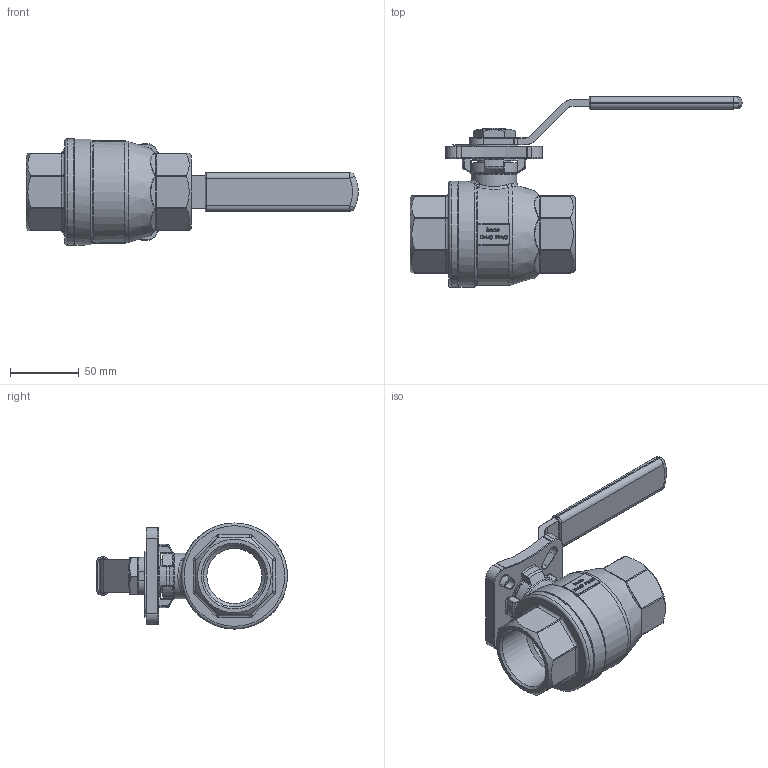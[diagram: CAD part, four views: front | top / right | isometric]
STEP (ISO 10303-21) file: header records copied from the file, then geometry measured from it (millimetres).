
FILE_DESCRIPTION (( 'STEP AP214' ), '1' );
FILE_NAME ('K2DA-112-4 Kugelhahn heco.STEP', '2015-05-22T08:03:52', ( 'test' ), ( '' ), 'SwSTEP 2.0', 'SolidWorks 2011', '' );
FILE_SCHEMA (( 'AUTOMOTIVE_DESIGN' ));
Length unit declared in the file: millimetre
Products named in the file (1): K2DA-112-4 Kugelhahn heco
Bounding box: 240.91 x 138.5 x 77 mm (x, y, z)
Volume: 337582.8 mm3; surface area: 75251.3 mm2
Topology: 1 solids, 1 shells, 1052 faces, 2668 edges, 1643 vertices
Faces by surface type: plane 358, bspline 313, cylinder 227, torus 116, sphere 20, cone 18
Full cylindrical faces by diameter (mm): 7 x1, 23 x1, 24 x1, 32 x2, 33 x1, 36 x1, 40 x1, 44.84 x2, 77 x2
Entity records: 54889 total; most frequent: CARTESIAN_POINT 20211, ORIENTED_EDGE 5222, DIRECTION 4109, EDGE_CURVE 2611, VERTEX_POINT 1631, AXIS2_PLACEMENT_3D 1460, LINE 1189, VECTOR 1189
